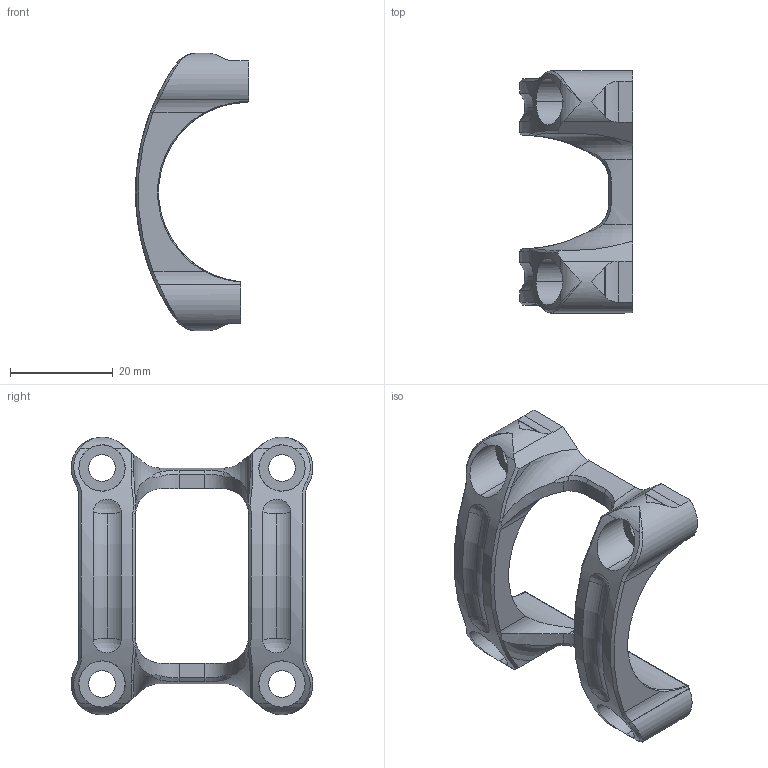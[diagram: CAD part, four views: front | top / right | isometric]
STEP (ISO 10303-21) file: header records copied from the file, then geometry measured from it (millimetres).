
FILE_DESCRIPTION (( 'STEP AP214' ), '1' );
FILE_NAME ('Potence 2021 partie cintre.STEP', '2021-05-10T19:13:13', ( '' ), ( '' ), 'SwSTEP 2.0', 'SolidWorks 2010', '' );
FILE_SCHEMA (( 'AUTOMOTIVE_DESIGN' ));
Length unit declared in the file: millimetre
Products named in the file (1): Potence 2021 partie cintre
Bounding box: 22 x 47 x 54 mm (x, y, z)
Volume: 9994.7 mm3; surface area: 7036.9 mm2
Topology: 1 solids, 1 shells, 151 faces, 406 edges, 254 vertices
Faces by surface type: cylinder 55, plane 38, bspline 36, cone 10, torus 8, sphere 4
Entity records: 6614 total; most frequent: CARTESIAN_POINT 3298, ORIENTED_EDGE 804, DIRECTION 504, EDGE_CURVE 402, VERTEX_POINT 254, AXIS2_PLACEMENT_3D 198, B_SPLINE_CURVE_WITH_KNOTS 192, EDGE_LOOP 162
